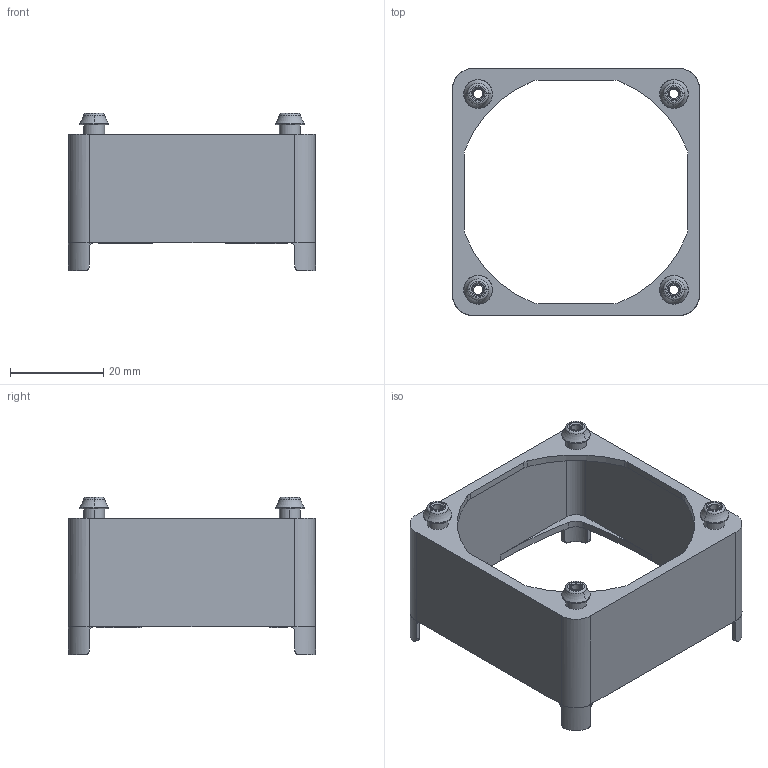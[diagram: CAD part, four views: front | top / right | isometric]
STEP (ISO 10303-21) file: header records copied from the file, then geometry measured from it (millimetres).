
FILE_DESCRIPTION((''),'2;1');
FILE_NAME('LM-50-200-20-B42.stp','2012-04-16T15:04:34',(''),(''),'Mechanical Desktop.R8.0.24.0','Mechanical Desktop.R8.0.24.0',', , ');
FILE_SCHEMA(('CONFIG_CONTROL_DESIGN'));
Length unit declared in the file: millimetre
Products named in the file (2): LM-50-200-20-B42A; LM-50-200-20-B42
Assembly tree (1 placements, depth 2):
  LM-50-200-20-B42A
    LM-50-200-20-B42
Bounding box: 53 x 53 x 33.75 mm (x, y, z)
Volume: 8343 mm3; surface area: 11968.1 mm2
Topology: 1 solids, 1 shells, 1782 faces, 5013 edges, 3314 vertices
Faces by surface type: bspline 1307, plane 299, cylinder 116, torus 36, sphere 16, cone 8
Entity records: 65168 total; most frequent: CARTESIAN_POINT 27914, ORIENTED_EDGE 9994, EDGE_CURVE 4997, DIRECTION 3669, VERTEX_POINT 3314, B_SPLINE_CURVE_WITH_KNOTS 2630, VECTOR 2019, LINE 2019
